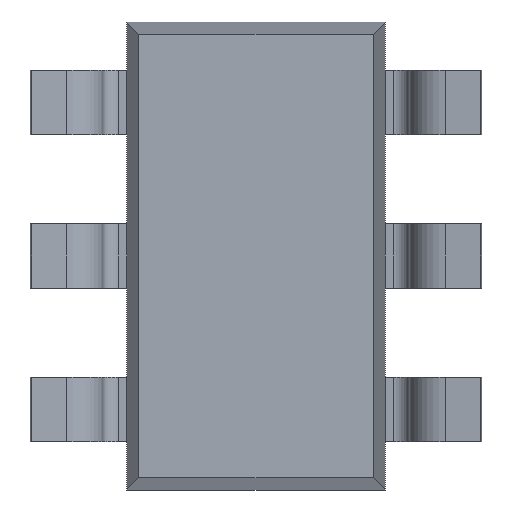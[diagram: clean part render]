
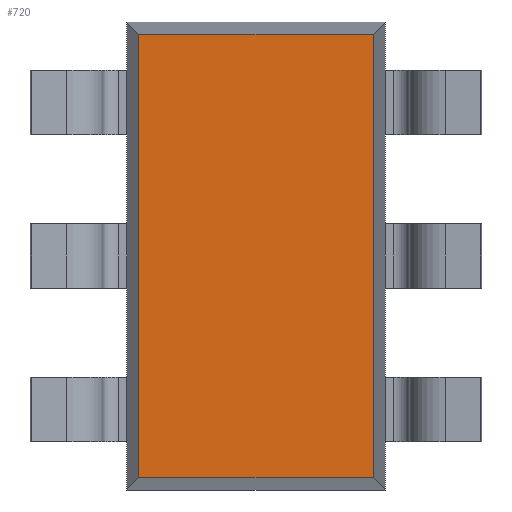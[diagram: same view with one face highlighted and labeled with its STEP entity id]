
A CAD part, front view. The second image highlights one B-rep face of the part: STEP entity #720.
In plain terms, the highlighted planar face has unit normal (0, -1, 0).
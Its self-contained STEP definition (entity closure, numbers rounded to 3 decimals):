
#14 = CARTESIAN_POINT ( 'NONE',  ( 0.726, 0.15, -1.376 ) ) ;
#26 = VECTOR ( 'NONE', #974, 1000. ) ;
#71 = EDGE_CURVE ( 'NONE', #414, #2629, #2872, .T. ) ;
#73 = VECTOR ( 'NONE', #2636, 1000. ) ;
#201 = EDGE_LOOP ( 'NONE', ( #215, #478, #1823, #2001 ) ) ;
#215 = ORIENTED_EDGE ( 'NONE', *, *, #71, .T. ) ;
#300 = DIRECTION ( 'NONE',  ( -1., 0., 0. ) ) ;
#409 = DIRECTION ( 'NONE',  ( 0., 0., -1. ) ) ;
#414 = VERTEX_POINT ( 'NONE', #1480 ) ;
#478 = ORIENTED_EDGE ( 'NONE', *, *, #747, .T. ) ;
#513 = EDGE_CURVE ( 'NONE', #1267, #414, #2418, .T. ) ;
#720 = ADVANCED_FACE ( 'NONE', ( #884 ), #2293, .T. ) ;
#747 = EDGE_CURVE ( 'NONE', #2629, #1206, #1469, .T. ) ;
#884 = FACE_OUTER_BOUND ( 'NONE', #201, .T. ) ;
#974 = DIRECTION ( 'NONE',  ( 1., 0., 0. ) ) ;
#1151 = LINE ( 'NONE', #1394, #1890 ) ;
#1206 = VERTEX_POINT ( 'NONE', #14 ) ;
#1267 = VERTEX_POINT ( 'NONE', #2130 ) ;
#1394 = CARTESIAN_POINT ( 'NONE',  ( 0.726, 0.15, 0. ) ) ;
#1469 = LINE ( 'NONE', #3087, #26 ) ;
#1480 = CARTESIAN_POINT ( 'NONE',  ( -0.726, 0.15, 1.376 ) ) ;
#1549 = EDGE_CURVE ( 'NONE', #1206, #1267, #1151, .T. ) ;
#1731 = AXIS2_PLACEMENT_3D ( 'NONE', #1835, #2798, #409 ) ;
#1823 = ORIENTED_EDGE ( 'NONE', *, *, #1549, .T. ) ;
#1835 = CARTESIAN_POINT ( 'NONE',  ( 0., 0.15, 0. ) ) ;
#1890 = VECTOR ( 'NONE', #2572, 1000. ) ;
#2001 = ORIENTED_EDGE ( 'NONE', *, *, #513, .T. ) ;
#2130 = CARTESIAN_POINT ( 'NONE',  ( 0.726, 0.15, 1.376 ) ) ;
#2154 = CARTESIAN_POINT ( 'NONE',  ( 0., 0.15, 1.376 ) ) ;
#2293 = PLANE ( 'NONE',  #1731 ) ;
#2418 = LINE ( 'NONE', #2154, #3084 ) ;
#2572 = DIRECTION ( 'NONE',  ( 0., 0., 1. ) ) ;
#2609 = CARTESIAN_POINT ( 'NONE',  ( -0.726, 0.15, 0. ) ) ;
#2629 = VERTEX_POINT ( 'NONE', #3027 ) ;
#2636 = DIRECTION ( 'NONE',  ( 0., 0., -1. ) ) ;
#2798 = DIRECTION ( 'NONE',  ( 0., -1., 0. ) ) ;
#2872 = LINE ( 'NONE', #2609, #73 ) ;
#3027 = CARTESIAN_POINT ( 'NONE',  ( -0.726, 0.15, -1.376 ) ) ;
#3084 = VECTOR ( 'NONE', #300, 1000. ) ;
#3087 = CARTESIAN_POINT ( 'NONE',  ( 0., 0.15, -1.376 ) ) ;
